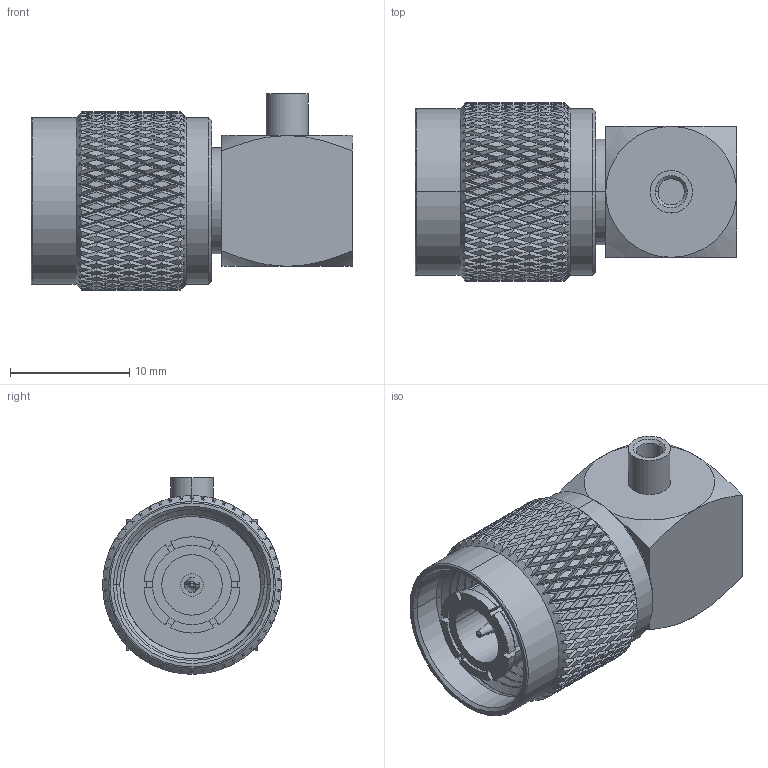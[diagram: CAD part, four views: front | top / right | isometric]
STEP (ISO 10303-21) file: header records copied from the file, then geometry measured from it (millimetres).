
FILE_DESCRIPTION (( 'STEP AP203' ), '1' );
FILE_NAME ('FMCN1872.STEP', '2022-01-19T20:56:14', ( '' ), ( '' ), 'SwSTEP 2.0', 'SolidWorks 2021', '' );
FILE_SCHEMA (( 'CONFIG_CONTROL_DESIGN' ));
Products named in the file (1): FMCN1872
Bounding box: 27 x 14.99 x 16.48 mm (x, y, z)
Volume: 3097.2 mm3; surface area: 2719.4 mm2
Topology: 1 solids, 1 shells, 2087 faces, 4424 edges, 2350 vertices
Faces by surface type: bspline 1603, cylinder 409, plane 42, cone 29, torus 4
Entity records: 83388 total; most frequent: CARTESIAN_POINT 56222, ORIENTED_EDGE 8848, EDGE_CURVE 4424, VERTEX_POINT 2350, EDGE_LOOP 2098, FACE_OUTER_BOUND 2087, ADVANCED_FACE 2087, B_SPLINE_CURVE_WITH_KNOTS 1939
